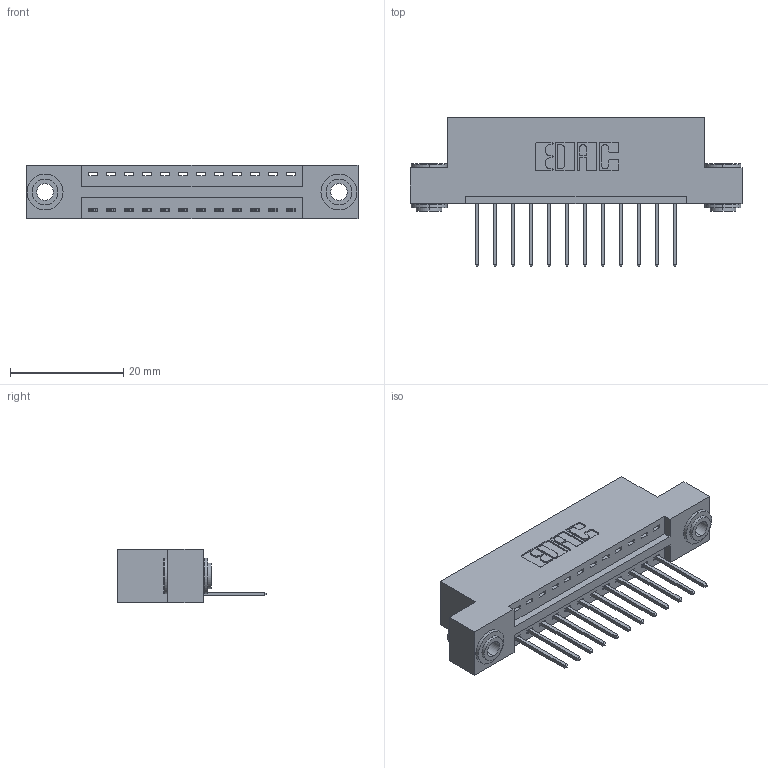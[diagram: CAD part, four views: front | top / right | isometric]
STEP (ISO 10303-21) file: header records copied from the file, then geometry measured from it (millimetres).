
FILE_DESCRIPTION (( 'STEP AP203' ), '1' );
FILE_NAME ('396-012-522-103.STEP', '2019-10-26T15:25:26', ( '' ), ( '' ), 'SwSTEP 2.0', 'SolidWorks 2016', '' );
FILE_SCHEMA (( 'CONFIG_CONTROL_DESIGN' ));
Length unit declared in the file: inch
Products named in the file (4): 396-012-522-103; 346 Part_Flush Mounting Lugs - 0.156 Dia-TH; 345-292-001_345-293-122; 345-250-002_345-250-002-102
Assembly tree (15 placements, depth 2):
  396-012-522-103
    346 Part_Flush Mounting Lugs - 0.156 Dia-TH
    345-292-001_345-293-122  x12
    345-250-002_345-250-002-102  x2
Bounding box: 58.67 x 26.42 x 9.4 mm (x, y, z)
Volume: 5430.6 mm3; surface area: 6727.2 mm2
Topology: 15 solids, 15 shells, 856 faces, 2517 edges, 1658 vertices
Faces by surface type: plane 566, cylinder 282, cone 8
Entity records: 12154 total; most frequent: CARTESIAN_POINT 2071, ORIENTED_EDGE 2010, DIRECTION 1895, EDGE_CURVE 1005, LINE 801, VECTOR 801, VERTEX_POINT 666, AXIS2_PLACEMENT_3D 547
